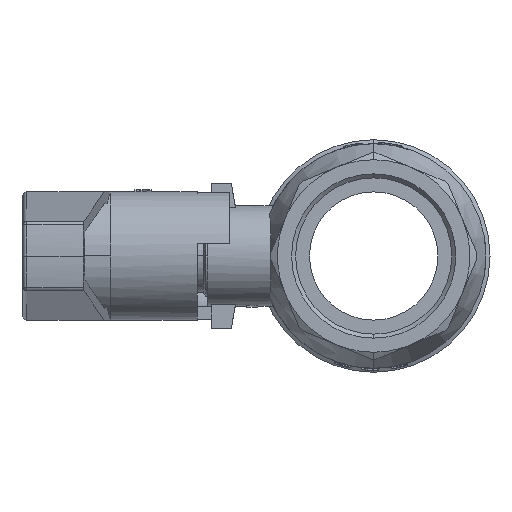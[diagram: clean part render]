
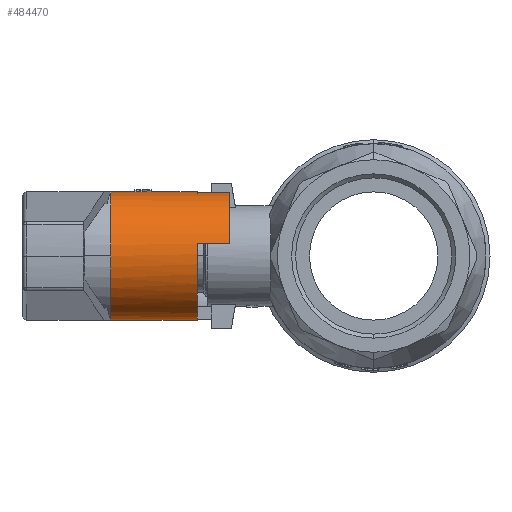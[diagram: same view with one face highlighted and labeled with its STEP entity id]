
A CAD part, left-side view. The second image highlights one B-rep face of the part: STEP entity #484470.
In plain terms, the highlighted cylindrical face has radius 16 mm (diameter 32 mm), a partial arc.
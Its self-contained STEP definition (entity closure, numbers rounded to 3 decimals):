
#460230=CARTESIAN_POINT('',(0.,0.,0.));
#460240=DIRECTION('',(0.,0.,1.));
#460250=DIRECTION('',(1.,0.,0.));
#460260=AXIS2_PLACEMENT_3D('',#460230,#460240,#460250);
#460270=CIRCLE('',#460260,16.);
#460280=CARTESIAN_POINT('',(3.,-15.716,0.));
#460290=VERTEX_POINT('',#460280);
#460300=CARTESIAN_POINT('',(15.716,-3.,0.));
#460310=VERTEX_POINT('',#460300);
#460320=EDGE_CURVE('',#460290,#460310,#460270,.T.);
#461150=CARTESIAN_POINT('',(3.,-15.716,8.));
#461160=VERTEX_POINT('',#461150);
#461190=CARTESIAN_POINT('',(3.,-15.716,0.));
#461200=DIRECTION('',(0.,0.,1.));
#461210=VECTOR('',#461200,1.);
#461220=LINE('',#461190,#461210);
#461230=EDGE_CURVE('',#460290,#461160,#461220,.T.);
#463180=CARTESIAN_POINT('',(0.,0.,8.));
#463190=DIRECTION('',(0.,0.,1.));
#463200=DIRECTION('',(1.,0.,0.));
#463210=AXIS2_PLACEMENT_3D('',#463180,#463190,#463200);
#463220=CIRCLE('',#463210,16.);
#463230=CARTESIAN_POINT('',(-16.,0.,8.));
#463240=VERTEX_POINT('',#463230);
#463270=EDGE_CURVE('',#463240,#461160,#463220,.T.);
#463420=CARTESIAN_POINT('',(0.,0.,8.));
#463430=DIRECTION('',(0.,0.,1.));
#463440=DIRECTION('',(1.,0.,0.));
#463450=AXIS2_PLACEMENT_3D('',#463420,#463430,#463440);
#463460=CIRCLE('',#463450,16.);
#463470=CARTESIAN_POINT('',(15.716,-3.,8.));
#463480=VERTEX_POINT('',#463470);
#463490=CARTESIAN_POINT('',(16.,0.,8.));
#463500=VERTEX_POINT('',#463490);
#463510=EDGE_CURVE('',#463480,#463500,#463460,.T.);
#464000=CARTESIAN_POINT('',(15.716,-3.,0.));
#464010=DIRECTION('',(0.,0.,1.));
#464020=VECTOR('',#464010,1.);
#464030=LINE('',#464000,#464020);
#464040=EDGE_CURVE('',#460310,#463480,#464030,.T.);
#468630=CARTESIAN_POINT('',(0.,0.,29.6));
#468640=DIRECTION('',(0.,0.,-1.));
#468650=DIRECTION('',(0.,1.,0.));
#468660=AXIS2_PLACEMENT_3D('',#468630,#468640,#468650);
#468670=CIRCLE('',#468660,16.);
#468680=CARTESIAN_POINT('',(16.,0.,29.6));
#468690=VERTEX_POINT('',#468680);
#468700=CARTESIAN_POINT('',(-16.,0.,29.6));
#468710=VERTEX_POINT('',#468700);
#468720=EDGE_CURVE('',#468690,#468710,#468670,.T.);
#482830=CARTESIAN_POINT('',(0.,0.,30.5));
#482840=DIRECTION('',(0.,0.,-1.));
#482850=DIRECTION('',(1.,0.,0.));
#482860=AXIS2_PLACEMENT_3D('',#482830,#482840,#482850);
#482870=CYLINDRICAL_SURFACE('',#482860,16.);
#482880=CARTESIAN_POINT('',(-16.,0.,30.5));
#482890=DIRECTION('',(0.,0.,-1.));
#482900=VECTOR('',#482890,1.);
#482910=LINE('',#482880,#482900);
#482920=EDGE_CURVE('',#468710,#463240,#482910,.T.);
#482930=ORIENTED_EDGE('',*,*,#482920,.T.);
#482940=ORIENTED_EDGE('',*,*,#468720,.T.);
#482950=CARTESIAN_POINT('',(16.,0.,30.5));
#482960=DIRECTION('',(0.,0.,-1.));
#482970=VECTOR('',#482960,1.);
#482980=LINE('',#482950,#482970);
#482990=CARTESIAN_POINT('',(16.,0.,22.276))
;
#483000=VERTEX_POINT('',#482990);
#483010=EDGE_CURVE('',#468690,#483000,#482980,.T.);
#483020=ORIENTED_EDGE('',*,*,#483010,.F.);
#483030=CARTESIAN_POINT('',(0.,0.,22.276));
#483040=DIRECTION('',(0.,-0.871,0.49));
#483050=DIRECTION('',(0.,0.49,0.871));
#483060=AXIS2_PLACEMENT_3D('',#483030,#483040,#483050);
#483070=ELLIPSE('',#483060,32.622,16.);
#483080=CARTESIAN_POINT('',(16.,-0.032,
22.219));
#483090=VERTEX_POINT('',#483080);
#483100=EDGE_CURVE('',#483090,#483000,#483070,.T.);
#483110=ORIENTED_EDGE('',*,*,#483100,.T.);
#483120=CARTESIAN_POINT('',(0.,0.,22.265));
#483130=DIRECTION('',(0.,-0.823,0.567));
#483140=DIRECTION('',(0.,0.567,0.823));
#483150=AXIS2_PLACEMENT_3D('',#483120,#483130,#483140);
#483160=ELLIPSE('',#483150,28.196,16.);
#483170=CARTESIAN_POINT('',(15.999,-0.152,
22.045));
#483180=VERTEX_POINT('',#483170);
#483190=EDGE_CURVE('',#483180,#483090,#483160,.T.);
#483200=ORIENTED_EDGE('',*,*,#483190,.T.);
#483210=CARTESIAN_POINT('',(0.,0.,
21.817));
#483220=DIRECTION('',(0.,0.831,0.557));
#483230=DIRECTION('',(0.,0.557,-0.831));
#483240=AXIS2_PLACEMENT_3D('',#483210,#483220,#483230);
#483250=ELLIPSE('',#483240,28.745,16.);
#483260=CARTESIAN_POINT('',(15.998,-0.252,
22.194));
#483270=VERTEX_POINT('',#483260);
#483280=EDGE_CURVE('',#483270,#483180,#483250,.T.);
#483290=ORIENTED_EDGE('',*,*,#483280,.T.);
#483300=CARTESIAN_POINT('',(0.,0.,21.701));
#483310=DIRECTION('',(0.,0.89,0.455));
#483320=DIRECTION('',(0.,0.455,-0.89));
#483330=AXIS2_PLACEMENT_3D('',#483300,#483310,#483320);
#483340=ELLIPSE('',#483330,35.128,16.);
#483350=CARTESIAN_POINT('',(15.995,-0.392,
22.467));
#483360=VERTEX_POINT('',#483350);
#483370=EDGE_CURVE('',#483360,#483270,#483340,.T.);
#483380=ORIENTED_EDGE('',*,*,#483370,.T.);
#483390=CARTESIAN_POINT('',(0.,0.,
21.768));
#483400=DIRECTION('',(0.,0.872,0.489));
#483410=DIRECTION('',(0.,0.489,-0.872));
#483420=AXIS2_PLACEMENT_3D('',#483390,#483400,#483410);
#483430=ELLIPSE('',#483420,32.705,16.);
#483440=CARTESIAN_POINT('',(15.969,-0.992,
23.537));
#483450=VERTEX_POINT('',#483440);
#483460=EDGE_CURVE('',#483450,#483360,#483430,.T.);
#483470=ORIENTED_EDGE('',*,*,#483460,.T.);
#483480=CARTESIAN_POINT('',(0.,0.,23.537));
#483490=DIRECTION('',(0.,0.,-1.));
#483500=DIRECTION('',(0.,1.,0.));
#483510=AXIS2_PLACEMENT_3D('',#483480,#483490,#483500);
#483520=CIRCLE('',#483510,16.);
#483530=CARTESIAN_POINT('',(15.928,-1.512,23.537)
);
#483540=VERTEX_POINT('',#483530);
#483550=EDGE_CURVE('',#483450,#483540,#483520,.T.);
#483560=ORIENTED_EDGE('',*,*,#483550,.F.);
#483570=CARTESIAN_POINT('',(0.,0.,20.904));
#483580=DIRECTION('',(0.,-0.867,-0.498));
#483590=DIRECTION('',(0.,-0.498,0.867));
#483600=AXIS2_PLACEMENT_3D('',#483570,#483580,#483590);
#483610=ELLIPSE('',#483600,32.128,16.);
#483620=CARTESIAN_POINT('',(15.995,-0.412,
21.622));
#483630=VERTEX_POINT('',#483620);
#483640=EDGE_CURVE('',#483630,#483540,#483610,.T.);
#483650=ORIENTED_EDGE('',*,*,#483640,.T.);
#483660=CARTESIAN_POINT('',(0.,0.,22.328));
#483670=DIRECTION('',(0.,-0.864,0.504));
#483680=DIRECTION('',(0.,0.504,0.864));
#483690=AXIS2_PLACEMENT_3D('',#483660,#483670,#483680);
#483700=ELLIPSE('',#483690,31.733,16.);
#483710=CARTESIAN_POINT('',(15.917,-1.632,19.532));
#483720=VERTEX_POINT('',#483710);
#483730=EDGE_CURVE('',#483720,#483630,#483700,.T.);
#483740=ORIENTED_EDGE('',*,*,#483730,.T.);
#483750=CARTESIAN_POINT('',(0.,0.,19.532));
#483760=DIRECTION('',(0.,0.,-1.));
#483770=DIRECTION('',(0.,1.,0.));
#483780=AXIS2_PLACEMENT_3D('',#483750,#483760,#483770);
#483790=CIRCLE('',#483780,16.);
#483800=CARTESIAN_POINT('',(15.96,-1.132,19.532));
#483810=VERTEX_POINT('',#483800);
#483820=EDGE_CURVE('',#483810,#483720,#483790,.T.);
#483830=ORIENTED_EDGE('',*,*,#483820,.T.);
#483840=CARTESIAN_POINT('',(0.,0.,21.421));
#483850=DIRECTION('',(0.,0.858,-0.514));
#483860=DIRECTION('',(0.,-0.514,-0.858));
#483870=AXIS2_PLACEMENT_3D('',#483840,#483850,#483860);
#483880=ELLIPSE('',#483870,31.123,16.);
#483890=CARTESIAN_POINT('',(15.997,-0.312,
20.9));
#483900=VERTEX_POINT('',#483890);
#483910=EDGE_CURVE('',#483900,#483810,#483880,.T.);
#483920=ORIENTED_EDGE('',*,*,#483910,.T.);
#483930=CARTESIAN_POINT('',(0.,0.,
21.418));
#483940=DIRECTION('',(0.,0.856,-0.516));
#483950=DIRECTION('',(0.,-0.516,-0.856));
#483960=AXIS2_PLACEMENT_3D('',#483930,#483940,#483950);
#483970=ELLIPSE('',#483960,30.985,16.);
#483980=CARTESIAN_POINT('',(15.998,-0.252,
21.));
#483990=VERTEX_POINT('',#483980);
#484000=EDGE_CURVE('',#483990,#483900,#483970,.T.);
#484010=ORIENTED_EDGE('',*,*,#484000,.T.);
#484020=CARTESIAN_POINT('',(0.,0.,21.439));
#484030=DIRECTION('',(0.,0.867,-0.498));
#484040=DIRECTION('',(0.,-0.498,-0.867));
#484050=AXIS2_PLACEMENT_3D('',#484020,#484030,#484040);
#484060=ELLIPSE('',#484050,32.128,16.);
#484070=CARTESIAN_POINT('',(15.999,-0.152,
21.174));
#484080=VERTEX_POINT('',#484070);
#484090=EDGE_CURVE('',#484080,#483990,#484060,.T.);
#484100=ORIENTED_EDGE('',*,*,#484090,.T.);
#484110=CARTESIAN_POINT('',(0.,0.,20.859));
#484120=DIRECTION('',(0.,-0.901,-0.434));
#484130=DIRECTION('',(0.,-0.434,0.901));
#484140=AXIS2_PLACEMENT_3D('',#484110,#484120,#484130);
#484150=ELLIPSE('',#484140,36.825,16.);
#484160=CARTESIAN_POINT('',(16.,-0.092,
21.05));
#484170=VERTEX_POINT('',#484160);
#484180=EDGE_CURVE('',#484170,#484080,#484150,.T.);
#484190=ORIENTED_EDGE('',*,*,#484180,.T.);
#484200=CARTESIAN_POINT('',(0.,0.,
20.906));
#484210=DIRECTION('',(0.,-0.841,-0.541));
#484220=DIRECTION('',(0.,-0.541,0.841));
#484230=AXIS2_PLACEMENT_3D('',#484200,#484210,#484220);
#484240=ELLIPSE('',#484230,29.577,16.);
#484250=CARTESIAN_POINT('',(16.,-0.012,
20.925));
#484260=VERTEX_POINT('',#484250);
#484270=EDGE_CURVE('',#484260,#484170,#484240,.T.);
#484280=ORIENTED_EDGE('',*,*,#484270,.T.);
#484290=CARTESIAN_POINT('',(0.,0.,20.904));
#484300=DIRECTION('',(0.,-0.867,-0.498));
#484310=DIRECTION('',(0.,-0.498,0.867));
#484320=AXIS2_PLACEMENT_3D('',#484290,#484300,#484310);
#484330=ELLIPSE('',#484320,32.128,16.);
#484340=CARTESIAN_POINT('',(16.,0.,20.904))
;
#484350=VERTEX_POINT('',#484340);
#484360=EDGE_CURVE('',#484350,#484260,#484330,.T.);
#484370=ORIENTED_EDGE('',*,*,#484360,.T.);
#484380=EDGE_CURVE('',#484350,#463500,#482980,.T.);
#484390=ORIENTED_EDGE('',*,*,#484380,.F.);
#484400=ORIENTED_EDGE('',*,*,#463510,.T.);
#484410=ORIENTED_EDGE('',*,*,#464040,.T.);
#484420=ORIENTED_EDGE('',*,*,#460320,.T.);
#484430=ORIENTED_EDGE('',*,*,#461230,.F.);
#484440=ORIENTED_EDGE('',*,*,#463270,.T.);
#484450=EDGE_LOOP('',(#484440,#484430,#484420,#484410,#484400,#484390,
#484370,#484280,#484190,#484100,#484010,#483920,#483830,#483740,#483650,
#483560,#483470,#483380,#483290,#483200,#483110,#483020,#482940,#482930)
);
#484460=FACE_OUTER_BOUND('',#484450,.T.);
#484470=ADVANCED_FACE('',(#484460),#482870,.T.);
